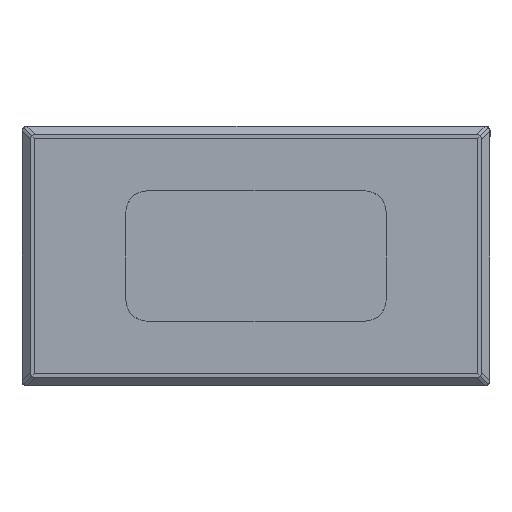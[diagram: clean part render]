
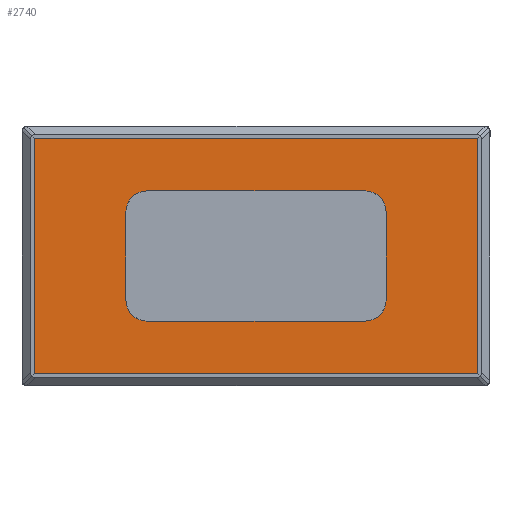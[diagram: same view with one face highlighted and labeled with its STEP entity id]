
A CAD part, front view. The second image highlights one B-rep face of the part: STEP entity #2740.
In plain terms, the highlighted free-form (B-spline) face has degree [1, 1] with [2, 2] control points.
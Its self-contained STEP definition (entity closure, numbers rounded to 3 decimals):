
#2642 = VERTEX_POINT('',#2643);
#2643 = CARTESIAN_POINT('',(49.446,-39.557,
    -943.426));
#2648 = EDGE_CURVE('',#2649,#2642,#2651,.T.);
#2649 = VERTEX_POINT('',#2650);
#2650 = CARTESIAN_POINT('',(49.446,-39.557,
    -49.446));
#2651 = B_SPLINE_CURVE_WITH_KNOTS('',1,(#2652,#2653),.UNSPECIFIED.,.F.,
  .F.,(2,2),(-678.,226.),.PIECEWISE_BEZIER_KNOTS.);
#2652 = CARTESIAN_POINT('',(49.446,-39.557,
    -49.446));
#2653 = CARTESIAN_POINT('',(49.446,-39.557,
    -943.426));
#2676 = VERTEX_POINT('',#2677);
#2677 = CARTESIAN_POINT('',(1734.56,-39.557,
    -943.426));
#2682 = EDGE_CURVE('',#2642,#2676,#2683,.T.);
#2683 = B_SPLINE_CURVE_WITH_KNOTS('',1,(#2684,#2685),.UNSPECIFIED.,.F.,
  .F.,(2,2),(-1278.,426.),.PIECEWISE_BEZIER_KNOTS.);
#2684 = CARTESIAN_POINT('',(49.446,-39.557,
    -943.426));
#2685 = CARTESIAN_POINT('',(1734.56,-39.557,
    -943.426));
#2704 = VERTEX_POINT('',#2705);
#2705 = CARTESIAN_POINT('',(1734.56,-39.557,
    -49.446));
#2710 = EDGE_CURVE('',#2676,#2704,#2711,.T.);
#2711 = B_SPLINE_CURVE_WITH_KNOTS('',1,(#2712,#2713),.UNSPECIFIED.,.F.,
  .F.,(2,2),(-678.,226.),.PIECEWISE_BEZIER_KNOTS.);
#2712 = CARTESIAN_POINT('',(1734.56,-39.557,
    -943.426));
#2713 = CARTESIAN_POINT('',(1734.56,-39.557,
    -49.446));
#2730 = EDGE_CURVE('',#2704,#2649,#2731,.T.);
#2731 = B_SPLINE_CURVE_WITH_KNOTS('',1,(#2732,#2733),.UNSPECIFIED.,.F.,
  .F.,(2,2),(-1278.,426.),.PIECEWISE_BEZIER_KNOTS.);
#2732 = CARTESIAN_POINT('',(1734.56,-39.557,
    -49.446));
#2733 = CARTESIAN_POINT('',(49.446,-39.557,
    -49.446));
#2740 = ADVANCED_FACE('',(#2741),#2747,.F.);
#2741 = FACE_BOUND('',#2742,.T.);
#2742 = EDGE_LOOP('',(#2743,#2744,#2745,#2746));
#2743 = ORIENTED_EDGE('',*,*,#2710,.T.);
#2744 = ORIENTED_EDGE('',*,*,#2730,.T.);
#2745 = ORIENTED_EDGE('',*,*,#2648,.T.);
#2746 = ORIENTED_EDGE('',*,*,#2682,.T.);
#2747 = B_SPLINE_SURFACE_WITH_KNOTS('',1,1,(
    (#2748,#2749)
    ,(#2750,#2751
    )),.UNSPECIFIED.,.F.,.F.,.F.,(2,2),(2,2),(-452.,452.),(-852.,852.),
  .PIECEWISE_BEZIER_KNOTS.);
#2748 = CARTESIAN_POINT('',(49.446,-39.557,
    -943.426));
#2749 = CARTESIAN_POINT('',(1734.56,-39.557,
    -943.426));
#2750 = CARTESIAN_POINT('',(49.446,-39.557,
    -49.446));
#2751 = CARTESIAN_POINT('',(1734.56,-39.557,
    -49.446));
